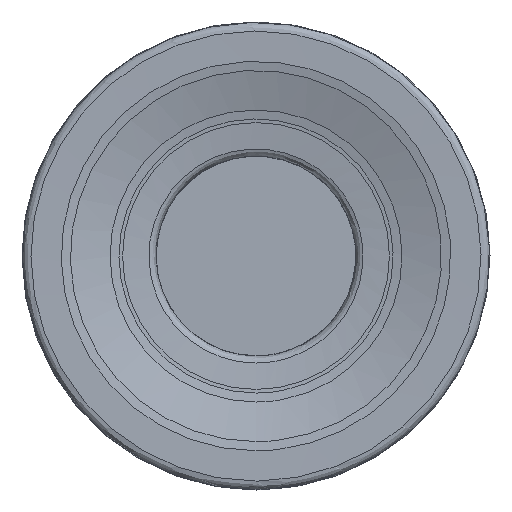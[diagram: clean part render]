
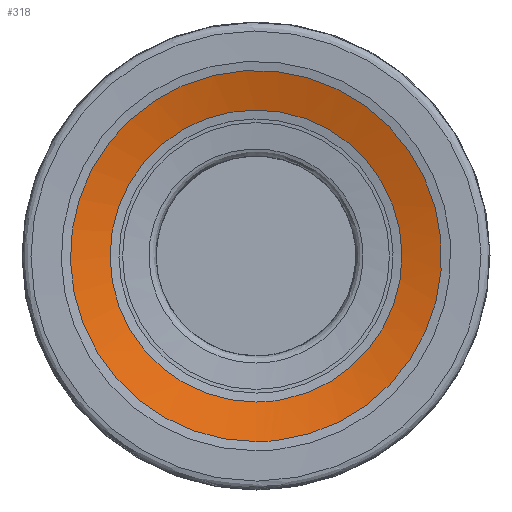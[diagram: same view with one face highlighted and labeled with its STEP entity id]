
A CAD part, left-side view. The second image highlights one B-rep face of the part: STEP entity #318.
In plain terms, the highlighted face is a revolution surface.
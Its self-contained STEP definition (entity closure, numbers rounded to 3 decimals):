
#54=SURFACE_OF_REVOLUTION('',#83,#74);
#74=AXIS1_PLACEMENT('',#906,#742);
#83=LINE('',#905,#91);
#91=VECTOR('',#741,1.91);
#282=FACE_BOUND('',#387,.T.);
#283=FACE_BOUND('',#388,.T.);
#318=ADVANCED_FACE('',(#282,#283),#54,.T.);
#387=EDGE_LOOP('',(#453));
#388=EDGE_LOOP('',(#454));
#453=ORIENTED_EDGE('',*,*,#522,.F.);
#454=ORIENTED_EDGE('',*,*,#521,.T.);
#488=VERTEX_POINT('',#900);
#489=VERTEX_POINT('',#904);
#521=EDGE_CURVE('',#488,#488,#554,.T.);
#522=EDGE_CURVE('',#489,#489,#555,.T.);
#554=CIRCLE('',#606,6.565);
#555=CIRCLE('',#608,8.346);
#606=AXIS2_PLACEMENT_3D('',#899,#734,#735);
#608=AXIS2_PLACEMENT_3D('',#903,#739,#740);
#734=DIRECTION('',(1.,0.,0.));
#735=DIRECTION('',(0.,0.,-1.));
#739=DIRECTION('',(1.,0.,0.));
#740=DIRECTION('',(0.,0.,-1.));
#741=DIRECTION('',(-0.274,-0.948,-0.16));
#742=DIRECTION('',(1.,0.,0.));
#899=CARTESIAN_POINT('',(0.642,0.,0.));
#900=CARTESIAN_POINT('',(0.642,0.,-6.565));
#903=CARTESIAN_POINT('',(0.119,0.,0.));
#904=CARTESIAN_POINT('',(0.119,0.,-8.346));
#905=CARTESIAN_POINT('',(0.642,-6.522,0.752));
#906=CARTESIAN_POINT('',(30.,0.,0.));
